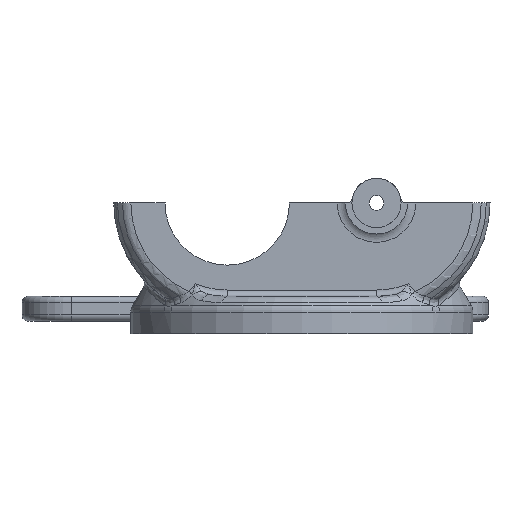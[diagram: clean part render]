
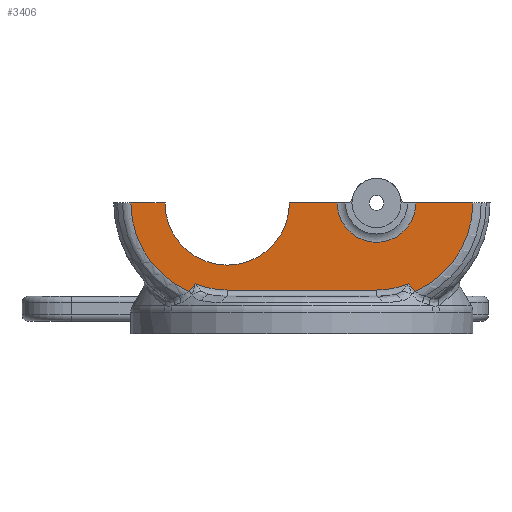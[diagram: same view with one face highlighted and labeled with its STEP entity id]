
A CAD part, front view. The second image highlights one B-rep face of the part: STEP entity #3406.
In plain terms, the highlighted planar face has unit normal (0, -1, 0).
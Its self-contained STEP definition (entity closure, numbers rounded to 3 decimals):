
#100=PLANE('',#3829);
#226=LINE('',#6936,#378);
#243=LINE('',#6991,#395);
#246=LINE('',#7051,#398);
#247=LINE('',#7058,#399);
#378=VECTOR('',#4635,10.);
#395=VECTOR('',#4682,10.);
#398=VECTOR('',#4731,10.);
#399=VECTOR('',#4734,10.);
#540=B_SPLINE_CURVE_WITH_KNOTS('',3,(#6646,#6647,#6648,#6649),
 .UNSPECIFIED.,.F.,.F.,(4,4),(-4.939,-4.782),
 .UNSPECIFIED.);
#556=B_SPLINE_CURVE_WITH_KNOTS('',3,(#7054,#7055,#7056,#7057),
 .UNSPECIFIED.,.F.,.F.,(4,4),(-0.157,0.),.UNSPECIFIED.);
#812=FACE_OUTER_BOUND('',#1058,.T.);
#1058=EDGE_LOOP('',(#2916,#2917,#2918,#2919,#2920,#2921,#2922,#2923,#2924,
#2925,#2926,#2927));
#1288=CIRCLE('',#3724,14.);
#1290=CIRCLE('',#3730,14.);
#1352=CIRCLE('',#3819,15.492);
#1354=CIRCLE('',#3823,6.323);
#1358=CIRCLE('',#3830,10.);
#1359=CIRCLE('',#3831,15.492);
#1557=VERTEX_POINT('',#6428);
#1568=VERTEX_POINT('',#6595);
#1570=VERTEX_POINT('',#6611);
#1572=VERTEX_POINT('',#6623);
#1574=VERTEX_POINT('',#6644);
#1628=VERTEX_POINT('',#6933);
#1629=VERTEX_POINT('',#6935);
#1651=VERTEX_POINT('',#6988);
#1652=VERTEX_POINT('',#6990);
#1659=VERTEX_POINT('',#7048);
#1660=VERTEX_POINT('',#7050);
#1661=VERTEX_POINT('',#7052);
#1982=EDGE_CURVE('',#1570,#1568,#1288,.T.);
#1987=EDGE_CURVE('',#1557,#1572,#1290,.T.);
#1991=EDGE_CURVE('',#1574,#1557,#540,.T.);
#2067=EDGE_CURVE('',#1629,#1628,#226,.T.);
#2095=EDGE_CURVE('',#1652,#1651,#243,.T.);
#2105=EDGE_CURVE('',#1629,#1574,#1352,.T.);
#2108=EDGE_CURVE('',#1652,#1628,#1354,.T.);
#2115=EDGE_CURVE('',#1651,#1659,#1358,.T.);
#2116=EDGE_CURVE('',#1659,#1660,#246,.T.);
#2117=EDGE_CURVE('',#1661,#1660,#1359,.T.);
#2118=EDGE_CURVE('',#1568,#1661,#556,.T.);
#2119=EDGE_CURVE('',#1572,#1570,#247,.T.);
#2916=ORIENTED_EDGE('',*,*,#2067,.T.);
#2917=ORIENTED_EDGE('',*,*,#2108,.F.);
#2918=ORIENTED_EDGE('',*,*,#2095,.T.);
#2919=ORIENTED_EDGE('',*,*,#2115,.T.);
#2920=ORIENTED_EDGE('',*,*,#2116,.T.);
#2921=ORIENTED_EDGE('',*,*,#2117,.F.);
#2922=ORIENTED_EDGE('',*,*,#2118,.F.);
#2923=ORIENTED_EDGE('',*,*,#1982,.F.);
#2924=ORIENTED_EDGE('',*,*,#2119,.F.);
#2925=ORIENTED_EDGE('',*,*,#1987,.F.);
#2926=ORIENTED_EDGE('',*,*,#1991,.F.);
#2927=ORIENTED_EDGE('',*,*,#2105,.F.);
#3406=ADVANCED_FACE('',(#812),#100,.T.);
#3724=AXIS2_PLACEMENT_3D('',#6613,#4472,#4473);
#3730=AXIS2_PLACEMENT_3D('',#6624,#4487,#4488);
#3819=AXIS2_PLACEMENT_3D('',#7018,#4706,#4707);
#3823=AXIS2_PLACEMENT_3D('',#7026,#4714,#4715);
#3829=AXIS2_PLACEMENT_3D('',#7047,#4727,#4728);
#3830=AXIS2_PLACEMENT_3D('',#7049,#4729,#4730);
#3831=AXIS2_PLACEMENT_3D('',#7053,#4732,#4733);
#4472=DIRECTION('center_axis',(0.,1.,0.));
#4473=DIRECTION('ref_axis',(-0.183,0.,-0.983));
#4487=DIRECTION('center_axis',(0.,1.,0.));
#4488=DIRECTION('ref_axis',(0.183,0.,-0.983));
#4635=DIRECTION('',(-1.,0.,0.));
#4682=DIRECTION('',(-1.,0.,0.));
#4706=DIRECTION('center_axis',(0.,1.,0.));
#4707=DIRECTION('ref_axis',(0.981,0.,0.196));
#4714=DIRECTION('center_axis',(0.,-1.,0.));
#4715=DIRECTION('ref_axis',(1.,0.,0.));
#4727=DIRECTION('center_axis',(0.,-1.,0.));
#4728=DIRECTION('ref_axis',(0.,0.,-1.));
#4729=DIRECTION('center_axis',(0.,1.,0.));
#4730=DIRECTION('ref_axis',(1.,0.,0.));
#4731=DIRECTION('',(-1.,0.,0.));
#4732=DIRECTION('center_axis',(0.,1.,0.));
#4733=DIRECTION('ref_axis',(-0.981,0.,0.196));
#4734=DIRECTION('',(-1.,0.,0.));
#6428=CARTESIAN_POINT('',(17.161,-19.,-13.014));
#6595=CARTESIAN_POINT('',(-17.161,-19.,-13.014));
#6611=CARTESIAN_POINT('',(-12.,-19.,-14.));
#6613=CARTESIAN_POINT('Origin',(-12.,-19.,0.));
#6623=CARTESIAN_POINT('',(12.,-19.,-14.));
#6624=CARTESIAN_POINT('Origin',(12.,-19.,0.));
#6644=CARTESIAN_POINT('',(18.195,-19.,-14.2));
#6646=CARTESIAN_POINT('Ctrl Pts',(18.195,-19.,-14.2));
#6647=CARTESIAN_POINT('Ctrl Pts',(17.853,-19.,-13.801));
#6648=CARTESIAN_POINT('Ctrl Pts',(17.509,-19.,-13.406));
#6649=CARTESIAN_POINT('Ctrl Pts',(17.161,-19.,-13.014));
#6933=CARTESIAN_POINT('',(18.323,-19.,0.));
#6935=CARTESIAN_POINT('',(27.492,-19.,0.));
#6936=CARTESIAN_POINT('',(20.994,-19.,0.));
#6988=CARTESIAN_POINT('',(-2.,-19.,0.));
#6990=CARTESIAN_POINT('',(5.677,-19.,0.));
#6991=CARTESIAN_POINT('',(4.025,-19.,0.));
#7018=CARTESIAN_POINT('Origin',(12.,-19.,0.));
#7026=CARTESIAN_POINT('Origin',(12.,-19.,0.));
#7047=CARTESIAN_POINT('Origin',(0.,-19.,0.));
#7048=CARTESIAN_POINT('',(-22.,-19.,0.));
#7049=CARTESIAN_POINT('Origin',(-12.,-19.,0.));
#7050=CARTESIAN_POINT('',(-27.492,-19.,0.));
#7051=CARTESIAN_POINT('',(4.025,-19.,0.));
#7052=CARTESIAN_POINT('',(-18.195,-19.,-14.2));
#7053=CARTESIAN_POINT('Origin',(-12.,-19.,0.));
#7054=CARTESIAN_POINT('Ctrl Pts',(-17.161,-19.,-13.014));
#7055=CARTESIAN_POINT('Ctrl Pts',(-17.509,-19.,-13.406));
#7056=CARTESIAN_POINT('Ctrl Pts',(-17.853,-19.,-13.801));
#7057=CARTESIAN_POINT('Ctrl Pts',(-18.195,-19.,-14.2));
#7058=CARTESIAN_POINT('',(-6.,-19.,-14.));
